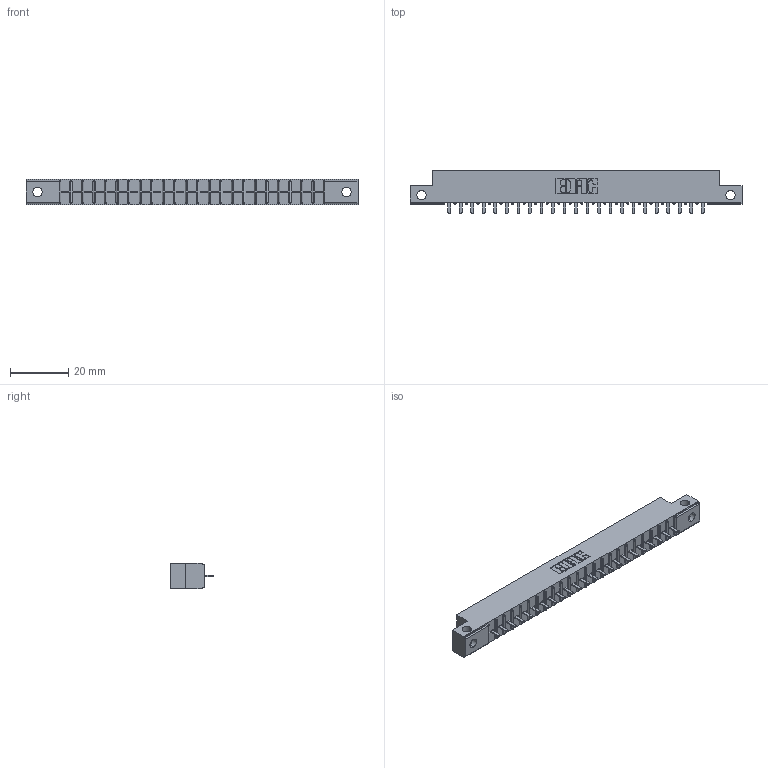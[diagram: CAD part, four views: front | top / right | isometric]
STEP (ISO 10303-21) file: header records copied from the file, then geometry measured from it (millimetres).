
FILE_DESCRIPTION (( 'STEP AP203' ), '1' );
FILE_NAME ('306-023-521-112.STEP', '2020-09-20T19:32:22', ( '' ), ( '' ), 'SwSTEP 2.0', 'SolidWorks 2020', '' );
FILE_SCHEMA (( 'CONFIG_CONTROL_DESIGN' ));
Length unit declared in the file: inch
Products named in the file (3): 306-290-001_121; 306 Part_.128 Dia; 306-023-521-112
Assembly tree (24 placements, depth 2):
  306-023-521-112
    306 Part_.128 Dia
    306-290-001_121  x23
Bounding box: 114.15 x 14.88 x 8.71 mm (x, y, z)
Volume: 7642.1 mm3; surface area: 11124.9 mm2
Topology: 24 solids, 24 shells, 1738 faces, 4883 edges, 3126 vertices
Faces by surface type: plane 1149, cylinder 497, sphere 92
Entity records: 24272 total; most frequent: CARTESIAN_POINT 4120, ORIENTED_EDGE 4038, DIRECTION 4003, EDGE_CURVE 2019, LINE 1553, VECTOR 1553, VERTEX_POINT 1278, AXIS2_PLACEMENT_3D 1225
